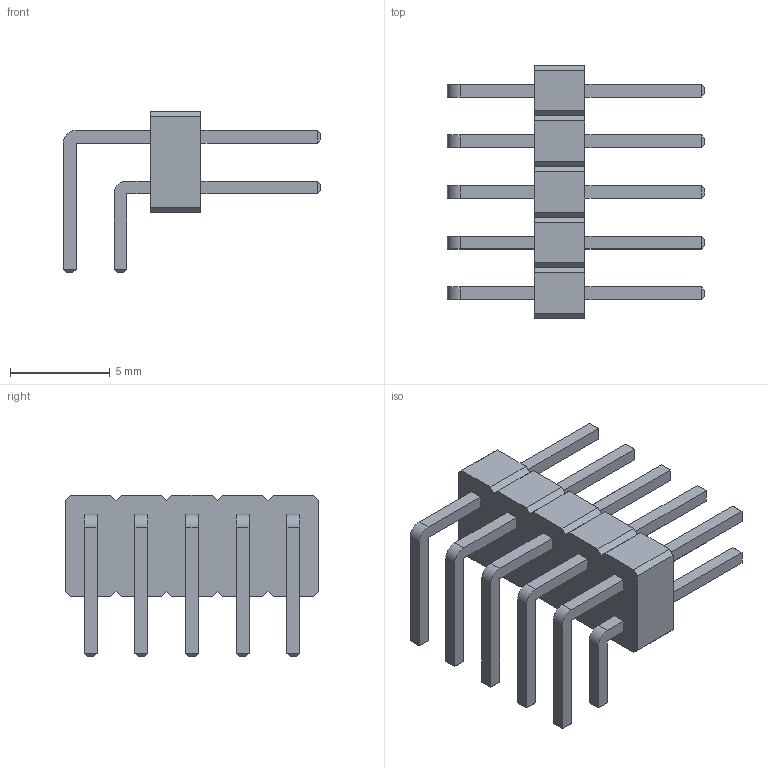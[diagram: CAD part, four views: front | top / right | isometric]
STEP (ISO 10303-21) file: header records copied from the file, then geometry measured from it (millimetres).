
FILE_DESCRIPTION(/* description */ ('model of PinHeader_2x05_P2.54mm_Horizontal'),/* implementation_level */ '2;1');
FILE_NAME(/* name */ 'PinHeader_2x05_P2.54mm_Horizontal.step',/* time_stamp */ '2024-02-29T22:51:47',/* author */ ('KiCAD','kicad'),/* organization */ ('OCCT'),/* preprocessor_version */ '',/* originating_system */ 'KiCAD',/* authorisation */ '');
FILE_SCHEMA(('AUTOMOTIVE_DESIGN { 1 0 10303 214 1 1 1 1 }'));
Length unit declared in the file: millimetre
Products named in the file (1): PinHeader_2x05_P2.54mm_Horizontal
Bounding box: 12.9 x 12.7 x 8.08 mm (x, y, z)
Volume: 215 mm3; surface area: 548.8 mm2
Topology: 1 solids, 1 shells, 223 faces, 537 edges, 334 vertices
Faces by surface type: plane 214, cylinder 9
Entity records: 8941 total; most frequent: CARTESIAN_POINT 1095, ORIENTED_EDGE 1074, DIRECTION 1003, EDGE_CURVE 537, LINE 519, VECTOR 519, VERTEX_POINT 334, PRESENTATION_STYLE_ASSIGNMENT 295
